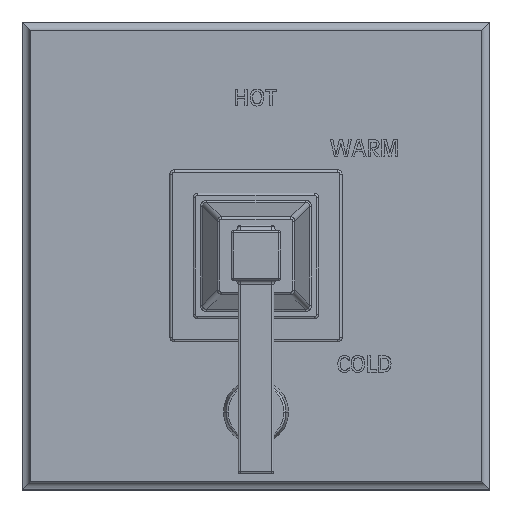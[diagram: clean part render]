
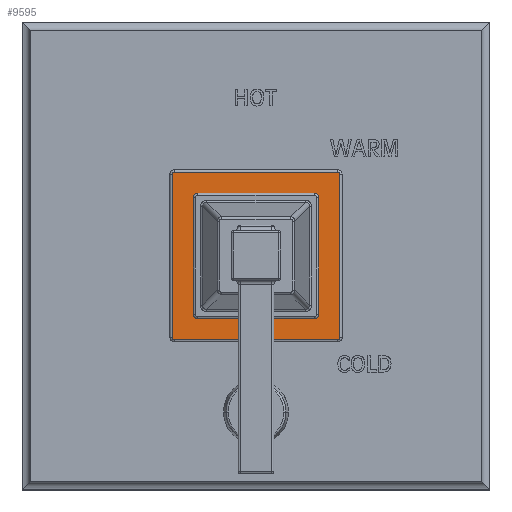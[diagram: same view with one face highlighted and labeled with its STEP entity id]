
A CAD part, top view. The second image highlights one B-rep face of the part: STEP entity #9595.
In plain terms, the highlighted planar face has unit normal (0, 0, 1).
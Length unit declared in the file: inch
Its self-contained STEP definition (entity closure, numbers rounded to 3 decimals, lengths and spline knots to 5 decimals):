
#2454=CARTESIAN_POINT('',(1.135,1.135,0.723));
#2455=DIRECTION('',(0.,0.,1.));
#2456=DIRECTION('',(1.,0.,0.));
#2457=AXIS2_PLACEMENT_3D('',#2454,#2455,#2456);
#2459=DIRECTION('',(0.,1.,0.));
#2460=VECTOR('',#2459,2.27);
#2461=CARTESIAN_POINT('',(1.165,-1.135,0.723));
#2462=LINE('',#2461,#2460);
#2463=CARTESIAN_POINT('',(1.135,-1.135,0.723));
#2464=DIRECTION('',(0.,0.,1.));
#2465=DIRECTION('',(0.,-1.,0.));
#2466=AXIS2_PLACEMENT_3D('',#2463,#2464,#2465);
#2468=DIRECTION('',(1.,0.,0.));
#2469=VECTOR('',#2468,2.27);
#2470=CARTESIAN_POINT('',(-1.135,-1.165,0.723));
#2471=LINE('',#2470,#2469);
#2472=CARTESIAN_POINT('',(-1.135,-1.135,0.723));
#2473=DIRECTION('',(0.,0.,1.));
#2474=DIRECTION('',(-1.,0.,0.));
#2475=AXIS2_PLACEMENT_3D('',#2472,#2473,#2474);
#2477=DIRECTION('',(0.,-1.,0.));
#2478=VECTOR('',#2477,2.27);
#2479=CARTESIAN_POINT('',(-1.165,1.135,0.723));
#2480=LINE('',#2479,#2478);
#2481=CARTESIAN_POINT('',(-1.135,1.135,0.723));
#2482=DIRECTION('',(0.,0.,1.));
#2483=DIRECTION('',(0.,1.,0.));
#2484=AXIS2_PLACEMENT_3D('',#2481,#2482,#2483);
#2486=DIRECTION('',(-1.,0.,0.));
#2487=VECTOR('',#2486,2.27);
#2488=CARTESIAN_POINT('',(1.135,1.165,0.723));
#2489=LINE('',#2488,#2487);
#3052=DIRECTION('',(0.,1.,0.));
#3053=VECTOR('',#3052,1.04);
#3054=CARTESIAN_POINT('',(-0.75,-0.52,0.723));
#3055=LINE('',#3054,#3053);
#3064=CARTESIAN_POINT('',(-0.52,0.52,0.723));
#3065=DIRECTION('',(0.,0.,1.));
#3066=DIRECTION('',(0.,1.,0.));
#3067=AXIS2_PLACEMENT_3D('',#3064,#3065,#3066);
#3074=DIRECTION('',(1.,0.,0.));
#3075=VECTOR('',#3074,1.04);
#3076=CARTESIAN_POINT('',(-0.52,0.75,0.723));
#3077=LINE('',#3076,#3075);
#3086=CARTESIAN_POINT('',(0.52,0.52,0.723));
#3087=DIRECTION('',(0.,0.,1.));
#3088=DIRECTION('',(1.,0.,0.));
#3089=AXIS2_PLACEMENT_3D('',#3086,#3087,#3088);
#3096=DIRECTION('',(0.,-1.,0.));
#3097=VECTOR('',#3096,1.04);
#3098=CARTESIAN_POINT('',(0.75,0.52,0.723));
#3099=LINE('',#3098,#3097);
#3108=CARTESIAN_POINT('',(0.52,-0.52,0.723));
#3109=DIRECTION('',(0.,0.,1.));
#3110=DIRECTION('',(0.,-1.,0.));
#3111=AXIS2_PLACEMENT_3D('',#3108,#3109,#3110);
#3118=DIRECTION('',(-1.,0.,0.));
#3119=VECTOR('',#3118,1.04);
#3120=CARTESIAN_POINT('',(0.52,-0.75,0.723));
#3121=LINE('',#3120,#3119);
#3130=CARTESIAN_POINT('',(-0.52,-0.52,0.723));
#3131=DIRECTION('',(0.,0.,1.));
#3132=DIRECTION('',(-1.,0.,0.));
#3133=AXIS2_PLACEMENT_3D('',#3130,#3131,#3132);
#5930=CARTESIAN_POINT('',(1.165,1.135,0.723));
#5931=CARTESIAN_POINT('',(1.135,1.165,0.723));
#5932=VERTEX_POINT('',#5930);
#5933=VERTEX_POINT('',#5931);
#5938=CARTESIAN_POINT('',(-1.135,1.165,0.723));
#5939=VERTEX_POINT('',#5938);
#5942=CARTESIAN_POINT('',(-1.165,1.135,0.723));
#5943=VERTEX_POINT('',#5942);
#5946=CARTESIAN_POINT('',(-1.165,-1.135,0.723));
#5947=VERTEX_POINT('',#5946);
#5950=CARTESIAN_POINT('',(-1.135,-1.165,0.723));
#5951=VERTEX_POINT('',#5950);
#5954=CARTESIAN_POINT('',(1.135,-1.165,0.723));
#5955=VERTEX_POINT('',#5954);
#5958=CARTESIAN_POINT('',(1.165,-1.135,0.723));
#5959=VERTEX_POINT('',#5958);
#6016=CARTESIAN_POINT('',(-0.75,-0.52,0.723));
#6017=CARTESIAN_POINT('',(-0.75,0.52,0.723));
#6018=VERTEX_POINT('',#6016);
#6019=VERTEX_POINT('',#6017);
#6020=CARTESIAN_POINT('',(-0.52,0.75,0.723));
#6021=CARTESIAN_POINT('',(0.52,0.75,0.723));
#6022=VERTEX_POINT('',#6020);
#6023=VERTEX_POINT('',#6021);
#6024=CARTESIAN_POINT('',(0.75,0.52,0.723));
#6025=CARTESIAN_POINT('',(0.75,-0.52,0.723));
#6026=VERTEX_POINT('',#6024);
#6027=VERTEX_POINT('',#6025);
#6028=CARTESIAN_POINT('',(0.52,-0.75,0.723));
#6029=CARTESIAN_POINT('',(-0.52,-0.75,0.723));
#6030=VERTEX_POINT('',#6028);
#6031=VERTEX_POINT('',#6029);
#9555=CARTESIAN_POINT('',(0.,0.,0.723));
#9556=DIRECTION('',(0.,0.,1.));
#9557=DIRECTION('',(0.,1.,0.));
#9558=AXIS2_PLACEMENT_3D('',#9555,#9556,#9557);
#9559=PLANE('',#9558);
#9561=ORIENTED_EDGE('',*,*,#9560,.F.);
#9563=ORIENTED_EDGE('',*,*,#9562,.F.);
#9565=ORIENTED_EDGE('',*,*,#9564,.F.);
#9567=ORIENTED_EDGE('',*,*,#9566,.F.);
#9569=ORIENTED_EDGE('',*,*,#9568,.F.);
#9570=ORIENTED_EDGE('',*,*,#9545,.F.);
#9572=ORIENTED_EDGE('',*,*,#9571,.F.);
#9574=ORIENTED_EDGE('',*,*,#9573,.F.);
#9575=EDGE_LOOP('',(#9561,#9563,#9565,#9567,#9569,#9570,#9572,#9574));
#9576=FACE_OUTER_BOUND('',#9575,.F.);
#9578=ORIENTED_EDGE('',*,*,#9577,.F.);
#9580=ORIENTED_EDGE('',*,*,#9579,.T.);
#9582=ORIENTED_EDGE('',*,*,#9581,.F.);
#9584=ORIENTED_EDGE('',*,*,#9583,.T.);
#9586=ORIENTED_EDGE('',*,*,#9585,.F.);
#9588=ORIENTED_EDGE('',*,*,#9587,.T.);
#9590=ORIENTED_EDGE('',*,*,#9589,.F.);
#9592=ORIENTED_EDGE('',*,*,#9591,.T.);
#9593=EDGE_LOOP('',(#9578,#9580,#9582,#9584,#9586,#9588,#9590,#9592));
#9594=FACE_BOUND('',#9593,.F.);
#9595=ADVANCED_FACE('',(#9576,#9594),#9559,.T.);
#2458=CIRCLE('',#2457,0.03);
#2467=CIRCLE('',#2466,0.03);
#2476=CIRCLE('',#2475,0.03);
#2485=CIRCLE('',#2484,0.03);
#3068=CIRCLE('',#3067,0.23);
#3090=CIRCLE('',#3089,0.23);
#3112=CIRCLE('',#3111,0.23);
#3134=CIRCLE('',#3133,0.23);
#9545=EDGE_CURVE('',#5943,#5947,#2480,.T.);
#9560=EDGE_CURVE('',#5932,#5933,#2458,.T.);
#9562=EDGE_CURVE('',#5959,#5932,#2462,.T.);
#9564=EDGE_CURVE('',#5955,#5959,#2467,.T.);
#9566=EDGE_CURVE('',#5951,#5955,#2471,.T.);
#9568=EDGE_CURVE('',#5947,#5951,#2476,.T.);
#9571=EDGE_CURVE('',#5939,#5943,#2485,.T.);
#9573=EDGE_CURVE('',#5933,#5939,#2489,.T.);
#9577=EDGE_CURVE('',#6018,#6019,#3055,.T.);
#9579=EDGE_CURVE('',#6018,#6031,#3134,.T.);
#9581=EDGE_CURVE('',#6030,#6031,#3121,.T.);
#9583=EDGE_CURVE('',#6030,#6027,#3112,.T.);
#9585=EDGE_CURVE('',#6026,#6027,#3099,.T.);
#9587=EDGE_CURVE('',#6026,#6023,#3090,.T.);
#9589=EDGE_CURVE('',#6022,#6023,#3077,.T.);
#9591=EDGE_CURVE('',#6022,#6019,#3068,.T.);
